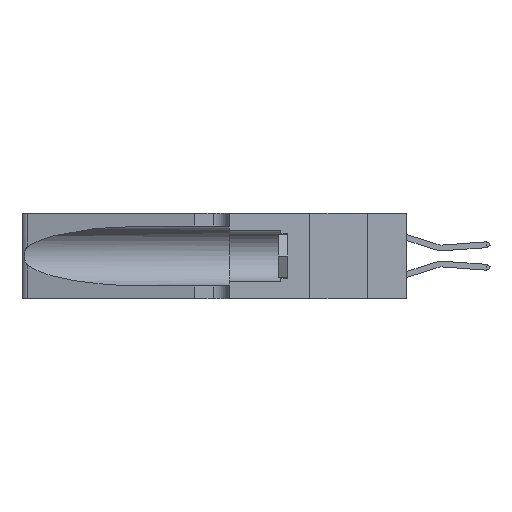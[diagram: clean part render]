
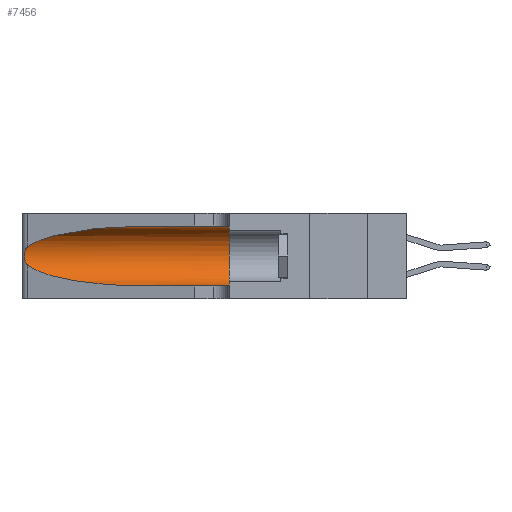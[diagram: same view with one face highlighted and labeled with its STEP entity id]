
A CAD part, left-side view. The second image highlights one B-rep face of the part: STEP entity #7456.
In plain terms, the highlighted cylindrical face has radius 3.308 mm (diameter 6.617 mm), a partial arc.
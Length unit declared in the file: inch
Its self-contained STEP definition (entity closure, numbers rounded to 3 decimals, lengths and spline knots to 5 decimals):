
#392 = CARTESIAN_POINT ( 'NONE',  ( 0.25487, 1.22718, 0.22369 ) ) ;
#812 = DIRECTION ( 'NONE',  ( 0., -1., 0. ) ) ;
#1113 = CARTESIAN_POINT ( 'NONE',  ( 0.1305, 0.35, 0.05475 ) ) ;
#1379 = ORIENTED_EDGE ( 'NONE', *, *, #13005, .T. ) ;
#1924 = ORIENTED_EDGE ( 'NONE', *, *, #15469, .T. ) ;
#2210 = CARTESIAN_POINT ( 'NONE',  ( 0.25555, 1.22994, 0.2215 ) ) ;
#2296 = CARTESIAN_POINT ( 'NONE',  ( 0.25639, 1.23184, 0.21858 ) ) ;
#2778 = CARTESIAN_POINT ( 'NONE',  ( 0.25555, 1.22993, 0.14849 ) ) ;
#2879 = VERTEX_POINT ( 'NONE', #13149 ) ;
#3388 = AXIS2_PLACEMENT_3D ( 'NONE', #7081, #14492, #18266 ) ;
#3633 = CARTESIAN_POINT ( 'NONE',  ( 0.1305, 0.72297, 0.31525 ) ) ;
#4099 = CARTESIAN_POINT ( 'NONE',  ( 0.25487, 1.22718, 0.22369 ) ) ;
#4129 = FACE_OUTER_BOUND ( 'NONE', #10183, .T. ) ;
#4255 = ORIENTED_EDGE ( 'NONE', *, *, #8135, .T. ) ;
#4512 = VERTEX_POINT ( 'NONE', #18809 ) ;
#4644 = LINE ( 'NONE', #17716, #12809 ) ;
#4660 = CARTESIAN_POINT ( 'NONE',  ( 0.25487, 1.22718, 0.14631 ) ) ;
#4702 = CARTESIAN_POINT ( 'NONE',  ( 0.25487, 1.22718, 0.14631 ) ) ;
#5681 = AXIS2_PLACEMENT_3D ( 'NONE', #15394, #21152, #9945 ) ;
#6259 =( BOUNDED_CURVE ( )  B_SPLINE_CURVE ( 3, ( #3633, #11309, #9367, #14985 ),
 .UNSPECIFIED., .F., .F. ) 
 B_SPLINE_CURVE_WITH_KNOTS ( ( 4, 4 ),
 ( 1.5708, 2.84003 ),
 .UNSPECIFIED. ) 
 CURVE ( )  GEOMETRIC_REPRESENTATION_ITEM ( )  RATIONAL_B_SPLINE_CURVE ( ( 1., 0.87, 0.87, 1. ) ) 
 REPRESENTATION_ITEM ( '' )  );
#6319 = CARTESIAN_POINT ( 'NONE',  ( 0.26075, 1.23896, 0.19203 ) ) ;
#7081 = CARTESIAN_POINT ( 'NONE',  ( 0.1305, 0.35, 0.185 ) ) ;
#7318 = CIRCLE ( 'NONE', #3388, 0.13025 ) ;
#7456 = ADVANCED_FACE ( 'NONE', ( #4129 ), #23778, .F. ) ;
#8019 = VERTEX_POINT ( 'NONE', #392 ) ;
#8135 = EDGE_CURVE ( 'NONE', #8019, #4512, #21109, .T. ) ;
#8814 = EDGE_CURVE ( 'NONE', #20945, #15109, #4644, .T. ) ;
#9367 = CARTESIAN_POINT ( 'NONE',  ( 0.2373, 1.15595, 0.28018 ) ) ;
#9919 = CARTESIAN_POINT ( 'NONE',  ( 0.25639, 1.23186, 0.15144 ) ) ;
#9945 = DIRECTION ( 'NONE',  ( 0., 0., -1. ) ) ;
#10120 = VERTEX_POINT ( 'NONE', #1113 ) ;
#10155 = CARTESIAN_POINT ( 'NONE',  ( 0.26018, 1.23835, 0.19895 ) ) ;
#10183 = EDGE_LOOP ( 'NONE', ( #13724, #4255, #1379, #1924, #22035, #20325 ) ) ;
#11019 = EDGE_CURVE ( 'NONE', #20945, #8019, #6259, .T. ) ;
#11309 = CARTESIAN_POINT ( 'NONE',  ( 0.18966, 0.96281, 0.31525 ) ) ;
#11933 = CARTESIAN_POINT ( 'NONE',  ( 0.26017, 1.23833, 0.17102 ) ) ;
#12375 =( BOUNDED_CURVE ( )  B_SPLINE_CURVE ( 3, ( #4702, #23226, #17789, #21576 ),
 .UNSPECIFIED., .F., .T. ) 
 B_SPLINE_CURVE_WITH_KNOTS ( ( 4, 4 ),
 ( 3.44316, 4.71239 ),
 .UNSPECIFIED. ) 
 CURVE ( )  GEOMETRIC_REPRESENTATION_ITEM ( )  RATIONAL_B_SPLINE_CURVE ( ( 1., 0.87, 0.87, 1. ) ) 
 REPRESENTATION_ITEM ( '' )  );
#12809 = VECTOR ( 'NONE', #13869, 39.37008 ) ;
#13005 = EDGE_CURVE ( 'NONE', #4512, #2879, #12375, .T. ) ;
#13149 = CARTESIAN_POINT ( 'NONE',  ( 0.1305, 0.72297, 0.05475 ) ) ;
#13724 = ORIENTED_EDGE ( 'NONE', *, *, #11019, .T. ) ;
#13869 = DIRECTION ( 'NONE',  ( 0., -1., 0. ) ) ;
#13895 = CARTESIAN_POINT ( 'NONE',  ( 0.25789, 1.23486, 0.15765 ) ) ;
#14492 = DIRECTION ( 'NONE',  ( 0., 1., 0. ) ) ;
#14985 = CARTESIAN_POINT ( 'NONE',  ( 0.25487, 1.22718, 0.22369 ) ) ;
#15109 = VERTEX_POINT ( 'NONE', #18442 ) ;
#15394 = CARTESIAN_POINT ( 'NONE',  ( 0.1305, 1.61858, 0.185 ) ) ;
#15469 = EDGE_CURVE ( 'NONE', #2879, #10120, #22128, .T. ) ;
#15674 = CARTESIAN_POINT ( 'NONE',  ( 0.25854, 1.2359, 0.20912 ) ) ;
#15777 = CARTESIAN_POINT ( 'NONE',  ( 0.1305, 1.61858, 0.05475 ) ) ;
#15838 = CARTESIAN_POINT ( 'NONE',  ( 0.25856, 1.23593, 0.16098 ) ) ;
#17716 = CARTESIAN_POINT ( 'NONE',  ( 0.1305, 1.61858, 0.31525 ) ) ;
#17789 = CARTESIAN_POINT ( 'NONE',  ( 0.18966, 0.96281, 0.05475 ) ) ;
#18266 = DIRECTION ( 'NONE',  ( 0., 0., 1. ) ) ;
#18442 = CARTESIAN_POINT ( 'NONE',  ( 0.1305, 0.35, 0.31525 ) ) ;
#18809 = CARTESIAN_POINT ( 'NONE',  ( 0.25487, 1.22718, 0.14631 ) ) ;
#18955 = CARTESIAN_POINT ( 'NONE',  ( 0.1305, 0.72297, 0.31525 ) ) ;
#19163 = CARTESIAN_POINT ( 'NONE',  ( 0.25787, 1.23484, 0.2124 ) ) ;
#19245 = CARTESIAN_POINT ( 'NONE',  ( 0.26075, 1.23896, 0.178 ) ) ;
#19363 = EDGE_CURVE ( 'NONE', #15109, #10120, #7318, .T. ) ;
#20325 = ORIENTED_EDGE ( 'NONE', *, *, #8814, .F. ) ;
#20939 = VECTOR ( 'NONE', #812, 39.37008 ) ;
#20945 = VERTEX_POINT ( 'NONE', #18955 ) ;
#21109 = B_SPLINE_CURVE_WITH_KNOTS ( 'NONE', 3,
 ( #4099, #2210, #2296, #19163, #15674, #10155, #6319, #19245, #11933, #15838, #13895, #9919, #2778, #4660 ),
 .UNSPECIFIED., .F., .F.,
 ( 4, 2, 2, 2, 2, 2, 4 ),
 ( 0., 0.00027, 0.00053, 0.00107, 0.0016, 0.00187, 0.00214 ),
 .UNSPECIFIED. ) ;
#21152 = DIRECTION ( 'NONE',  ( 0., -1., 0. ) ) ;
#21576 = CARTESIAN_POINT ( 'NONE',  ( 0.1305, 0.72297, 0.05475 ) ) ;
#22035 = ORIENTED_EDGE ( 'NONE', *, *, #19363, .F. ) ;
#22128 = LINE ( 'NONE', #15777, #20939 ) ;
#23226 = CARTESIAN_POINT ( 'NONE',  ( 0.2373, 1.15595, 0.08982 ) ) ;
#23778 = CYLINDRICAL_SURFACE ( 'NONE', #5681, 0.13025 ) ;
